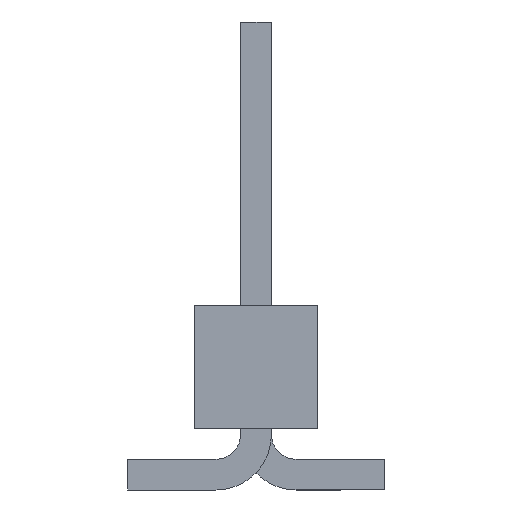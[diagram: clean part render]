
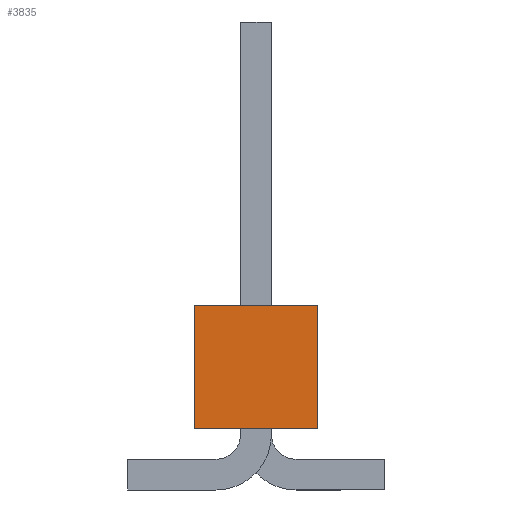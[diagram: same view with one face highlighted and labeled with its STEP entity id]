
A CAD part, left-side view. The second image highlights one B-rep face of the part: STEP entity #3835.
In plain terms, the highlighted planar face has unit normal (-1, 0, 0).
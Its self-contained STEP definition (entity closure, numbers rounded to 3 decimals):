
#610 = VERTEX_POINT('',#611);
#611 = CARTESIAN_POINT('',(-20.32,1.27,-1.27));
#617 = EDGE_CURVE('',#610,#618,#620,.T.);
#618 = VERTEX_POINT('',#619);
#619 = CARTESIAN_POINT('',(-20.32,1.27,1.27));
#620 = LINE('',#621,#622);
#621 = CARTESIAN_POINT('',(-20.32,1.27,-1.27));
#622 = VECTOR('',#623,1.);
#623 = DIRECTION('',(0.,0.,1.));
#3106 = VERTEX_POINT('',#3107);
#3107 = CARTESIAN_POINT('',(-20.32,-1.27,1.27));
#3113 = EDGE_CURVE('',#3114,#3106,#3116,.T.);
#3114 = VERTEX_POINT('',#3115);
#3115 = CARTESIAN_POINT('',(-20.32,-1.27,-1.27));
#3116 = LINE('',#3117,#3118);
#3117 = CARTESIAN_POINT('',(-20.32,-1.27,-1.27));
#3118 = VECTOR('',#3119,1.);
#3119 = DIRECTION('',(0.,0.,1.));
#3142 = EDGE_CURVE('',#610,#3114,#3143,.T.);
#3143 = LINE('',#3144,#3145);
#3144 = CARTESIAN_POINT('',(-20.32,1.27,-1.27));
#3145 = VECTOR('',#3146,1.);
#3146 = DIRECTION('',(0.,-1.,0.));
#3824 = EDGE_CURVE('',#618,#3106,#3825,.T.);
#3825 = LINE('',#3826,#3827);
#3826 = CARTESIAN_POINT('',(-20.32,1.27,1.27));
#3827 = VECTOR('',#3828,1.);
#3828 = DIRECTION('',(0.,-1.,0.));
#3835 = ADVANCED_FACE('',(#3836),#3842,.F.);
#3836 = FACE_BOUND('',#3837,.T.);
#3837 = EDGE_LOOP('',(#3838,#3839,#3840,#3841));
#3838 = ORIENTED_EDGE('',*,*,#3113,.T.);
#3839 = ORIENTED_EDGE('',*,*,#3824,.F.);
#3840 = ORIENTED_EDGE('',*,*,#617,.F.);
#3841 = ORIENTED_EDGE('',*,*,#3142,.T.);
#3842 = PLANE('',#3843);
#3843 = AXIS2_PLACEMENT_3D('',#3844,#3845,#3846);
#3844 = CARTESIAN_POINT('',(-20.32,1.27,-1.27));
#3845 = DIRECTION('',(1.,0.,0.));
#3846 = DIRECTION('',(0.,0.,-1.));
